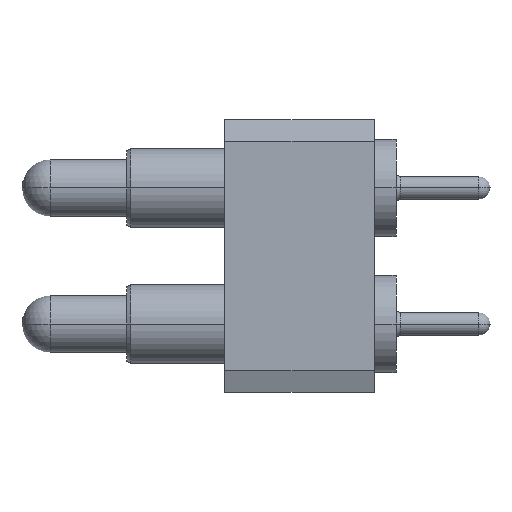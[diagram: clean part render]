
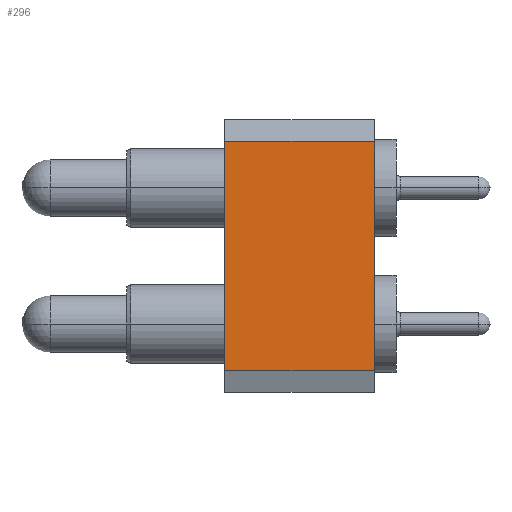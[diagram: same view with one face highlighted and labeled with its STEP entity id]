
A CAD part, left-side view. The second image highlights one B-rep face of the part: STEP entity #296.
In plain terms, the highlighted planar face has unit normal (-1, 0, 0).
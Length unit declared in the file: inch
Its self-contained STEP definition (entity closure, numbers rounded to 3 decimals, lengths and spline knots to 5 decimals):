
#49 = VERTEX_POINT ( 'NONE', #877 ) ;
#120 = VERTEX_POINT ( 'NONE', #2207 ) ;
#212 = CARTESIAN_POINT ( 'NONE',  ( -0.01203, -0.11, -0.18425 ) ) ;
#296 = ADVANCED_FACE ( 'NONE', ( #5539 ), #3319, .T. ) ;
#451 = VERTEX_POINT ( 'NONE', #6595 ) ;
#636 = EDGE_CURVE ( 'NONE', #451, #6667, #6156, .T. ) ;
#697 = ORIENTED_EDGE ( 'NONE', *, *, #3527, .F. ) ;
#877 = CARTESIAN_POINT ( 'NONE',  ( -0.01203, -0.11, -0.18425 ) ) ;
#1255 = ORIENTED_EDGE ( 'NONE', *, *, #636, .T. ) ;
#1271 = LINE ( 'NONE', #2909, #8849 ) ;
#2034 = VECTOR ( 'NONE', #2437, 39.37008 ) ;
#2174 = DIRECTION ( 'NONE',  ( 0., 1., 0. ) ) ;
#2207 = CARTESIAN_POINT ( 'NONE',  ( -0.01203, 0., -0.18425 ) ) ;
#2226 = ORIENTED_EDGE ( 'NONE', *, *, #3932, .F. ) ;
#2344 = ORIENTED_EDGE ( 'NONE', *, *, #3279, .T. ) ;
#2386 = DIRECTION ( 'NONE',  ( 0., 0., 1. ) ) ;
#2437 = DIRECTION ( 'NONE',  ( 0., 1., 0. ) ) ;
#2452 = DIRECTION ( 'NONE',  ( 0., 0., 1. ) ) ;
#2909 = CARTESIAN_POINT ( 'NONE',  ( -0.01203, -0.11, -0.18425 ) ) ;
#3279 = EDGE_CURVE ( 'NONE', #49, #451, #8332, .T. ) ;
#3319 = PLANE ( 'NONE',  #6358 ) ;
#3527 = EDGE_CURVE ( 'NONE', #120, #6667, #4473, .T. ) ;
#3932 = EDGE_CURVE ( 'NONE', #49, #120, #1271, .T. ) ;
#3948 = CARTESIAN_POINT ( 'NONE',  ( -0.01203, -0.11, -0.01575 ) ) ;
#3956 = DIRECTION ( 'NONE',  ( -1., 0., 0. ) ) ;
#4473 = LINE ( 'NONE', #5916, #8841 ) ;
#4678 = CARTESIAN_POINT ( 'NONE',  ( -0.01203, -0.11, -0.18425 ) ) ;
#5539 = FACE_OUTER_BOUND ( 'NONE', #7485, .T. ) ;
#5916 = CARTESIAN_POINT ( 'NONE',  ( -0.01203, 0., -0.18425 ) ) ;
#6156 = LINE ( 'NONE', #3948, #2034 ) ;
#6259 = DIRECTION ( 'NONE',  ( 0., 0., 1. ) ) ;
#6358 = AXIS2_PLACEMENT_3D ( 'NONE', #4678, #3956, #6259 ) ;
#6595 = CARTESIAN_POINT ( 'NONE',  ( -0.01203, -0.11, -0.01575 ) ) ;
#6667 = VERTEX_POINT ( 'NONE', #8157 ) ;
#7485 = EDGE_LOOP ( 'NONE', ( #697, #2226, #2344, #1255 ) ) ;
#8073 = VECTOR ( 'NONE', #2452, 39.37008 ) ;
#8157 = CARTESIAN_POINT ( 'NONE',  ( -0.01203, 0., -0.01575 ) ) ;
#8332 = LINE ( 'NONE', #212, #8073 ) ;
#8841 = VECTOR ( 'NONE', #2386, 39.37008 ) ;
#8849 = VECTOR ( 'NONE', #2174, 39.37008 ) ;
